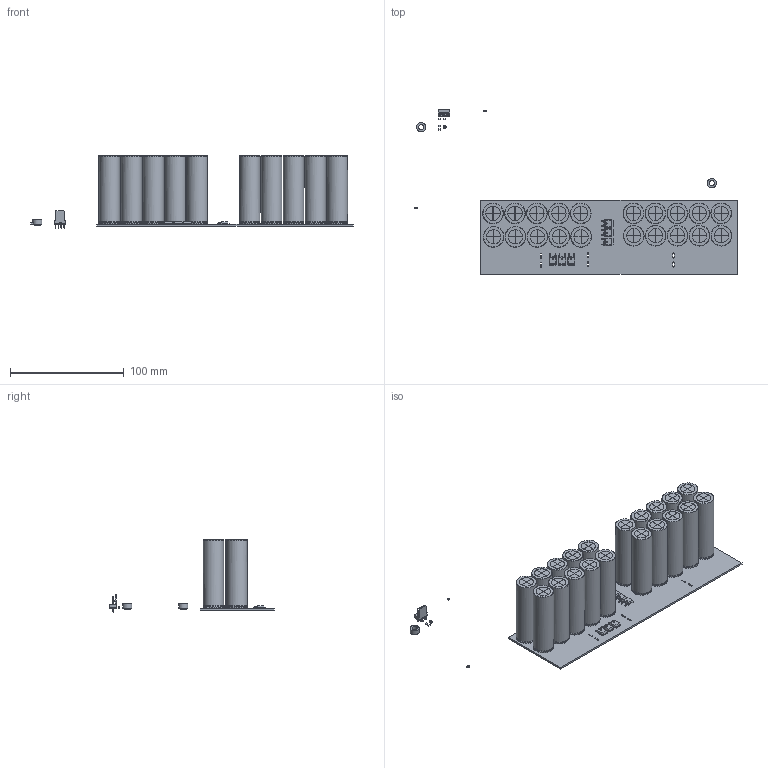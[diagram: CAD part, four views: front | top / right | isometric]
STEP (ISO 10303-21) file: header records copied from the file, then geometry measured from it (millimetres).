
FILE_DESCRIPTION(('KiCad electronic assembly'),'2;1');
FILE_NAME('supercap2.step','2023-06-13T12:27:42',('Pcbnew'),('Kicad'), 'Open CASCADE STEP processor 7.5','KiCad to STEP converter','Unknown' );
FILE_SCHEMA(('AUTOMOTIVE_DESIGN { 1 0 10303 214 1 1 1 1 }'));
Length unit declared in the file: millimetre
Products named in the file (16): supercap2 1; CP_Radial_D18.0mm_P7.50mm_L60.0mm; SOLID; TO-252-2; COMPOUND; Molex_KK-254_AE-6410-04A_1x04_P2.54mm_Vertical; Mounting_Wuerth_WA-SMST-4.5mm_H4mm_9774040982; R_0805_2012Metric; C_0805_2012Metric; SOT-23; supercap PCB
Assembly tree (44 placements, depth 3):
  supercap2 1
    CP_Radial_D18.0mm_P7.50mm_L60.0mm  x20
      SOLID
    TO-252-2  x6
      COMPOUND
    Molex_KK-254_AE-6410-04A_1x04_P2.54mm_Vertical
      SOLID
    Mounting_Wuerth_WA-SMST-4.5mm_H4mm_9774040982  x2
      SOLID
    R_0805_2012Metric  x4
      SOLID
    C_0805_2012Metric  x2
      SOLID
    SOT-23
      SOLID
    supercap PCB
Bounding box: 282.88 x 144.28 x 63.56 mm (x, y, z)
Volume: 328707.7 mm3; surface area: 116396.1 mm2
Topology: 61 solids, 81 shells, 1745 faces, 4239 edges, 2756 vertices
Faces by surface type: plane 1245, cylinder 333, torus 140, bspline 27
Full cylindrical faces by diameter (mm): 0.9 x40, 1 x6, 1.2 x40, 4.5 x2, 5.2 x2, 8.2 x2, 12.6 x60, 18 x40
Entity records: 40101 total; most frequent: CARTESIAN_POINT 7610, DIRECTION 5626, LINE 3964, VECTOR 3964, ORIENTED_EDGE 2998, PCURVE 2998, DEFINITIONAL_REPRESENTATION 2998, EDGE_CURVE 1499
